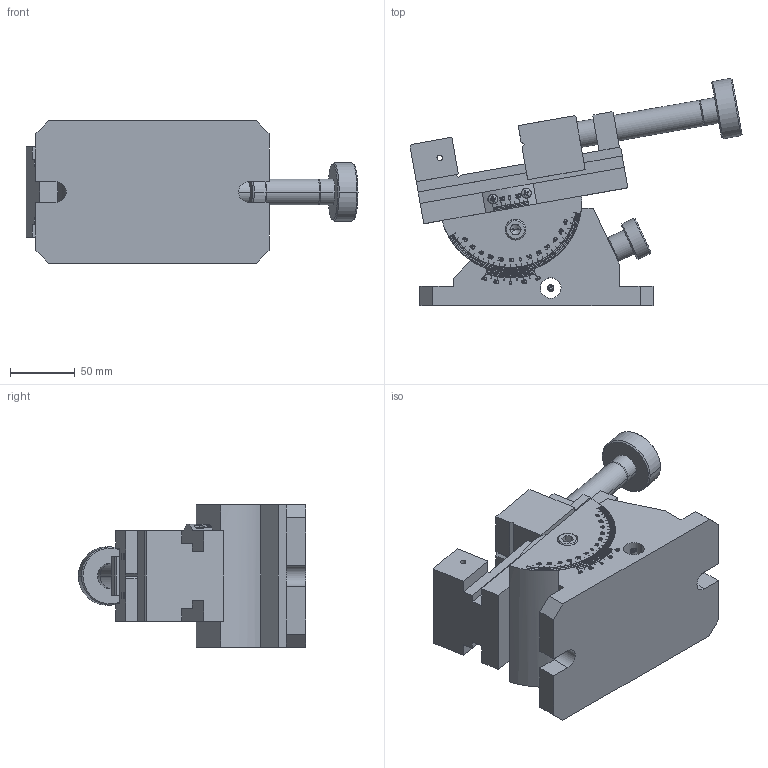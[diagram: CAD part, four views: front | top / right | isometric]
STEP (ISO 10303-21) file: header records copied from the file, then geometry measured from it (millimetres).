
FILE_DESCRIPTION (( 'STEP AP214' ), '1' );
FILE_NAME ('CHM80-00.STEP', '2021-04-12T07:17:25', ( '' ), ( '' ), 'SwSTEP 2.0', 'SolidWorks 2012', '' );
FILE_SCHEMA (( 'AUTOMOTIVE_DESIGN' ));
Length unit declared in the file: millimetre
Products named in the file (6): GB_FASTENER_SCREWS_HSFP M4X8-N_GB_FASTENER_SCREWS_HSFP M4X8-N; GB_CROSS_SCREWS_TYPE1 M4X10-10  H type-N_GB_CROSS_SCREWS_TYPE1 M4X10-10  H type-N; GB_FASTENER_SCREWS_HSFP M5X8-N_GB_FASTENER_SCREWS_HSFP M5X8-N; GB_FASTENER_SCREWS_HSFP M16X30-N_GB_FASTENER_SCREWS_HSFP M16X30-N; CHM80-00X; CHM80-00
Assembly tree (11 placements, depth 2):
  CHM80-00
    CHM80-00X
    GB_FASTENER_SCREWS_HSFP M16X30-N_GB_FASTENER_SCREWS_HSFP M16X30-N  x2
    GB_FASTENER_SCREWS_HSFP M5X8-N_GB_FASTENER_SCREWS_HSFP M5X8-N  x2
    GB_CROSS_SCREWS_TYPE1 M4X10-10  H type-N_GB_CROSS_SCREWS_TYPE1 M4X10-10  H type-N  x2
    GB_FASTENER_SCREWS_HSFP M4X8-N_GB_FASTENER_SCREWS_HSFP M4X8-N  x4
Bounding box: 256.31 x 175.48 x 111 mm (x, y, z)
Volume: 1571339.1 mm3; surface area: 159790.5 mm2
Topology: 11 solids, 49 shells, 2357 faces, 5923 edges, 3882 vertices
Faces by surface type: plane 1804, bspline 343, cylinder 132, cone 72, sphere 6
Entity records: 94407 total; most frequent: CARTESIAN_POINT 42990, ORIENTED_EDGE 11168, DIRECTION 8883, EDGE_CURVE 5584, LINE 4521, VECTOR 4521, VERTEX_POINT 3690, EDGE_LOOP 2474
